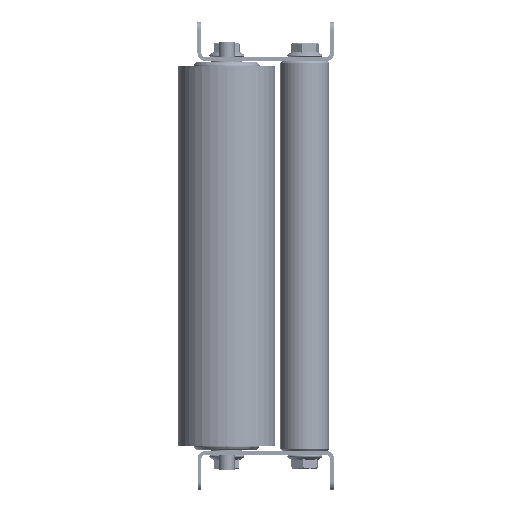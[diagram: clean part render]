
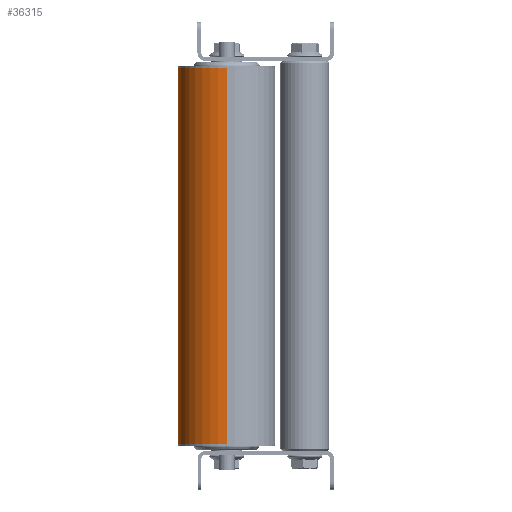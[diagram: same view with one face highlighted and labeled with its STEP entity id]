
A CAD part, left-side view. The second image highlights one B-rep face of the part: STEP entity #36315.
In plain terms, the highlighted cylindrical face has radius 25 mm (diameter 50 mm), a partial arc.
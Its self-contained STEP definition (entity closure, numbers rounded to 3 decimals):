
#2364 = CYLINDRICAL_SURFACE ( 'NONE', #8302, 25. ) ;
#2525 = DIRECTION ( 'NONE',  ( 0., 0., -1. ) ) ;
#5780 = EDGE_CURVE ( 'NONE', #47065, #46330, #49527, .T. ) ;
#6467 = DIRECTION ( 'NONE',  ( 1., 0., 0. ) ) ;
#6990 = LINE ( 'NONE', #10933, #29348 ) ;
#7109 = DIRECTION ( 'NONE',  ( 0., 0., -1. ) ) ;
#8302 = AXIS2_PLACEMENT_3D ( 'NONE', #43030, #14493, #46224 ) ;
#8616 = CIRCLE ( 'NONE', #35602, 25. ) ;
#10380 = CARTESIAN_POINT ( 'NONE',  ( 0., 0., -25. ) ) ;
#10933 = CARTESIAN_POINT ( 'NONE',  ( 192.6, 0., -25. ) ) ;
#11284 = EDGE_LOOP ( 'NONE', ( #44379, #47221, #11661, #27557 ) ) ;
#11661 = ORIENTED_EDGE ( 'NONE', *, *, #51420, .T. ) ;
#12983 = AXIS2_PLACEMENT_3D ( 'NONE', #22179, #18191, #7109 ) ;
#14493 = DIRECTION ( 'NONE',  ( -1., 0., 0. ) ) ;
#14528 = VERTEX_POINT ( 'NONE', #10380 ) ;
#14637 = DIRECTION ( 'NONE',  ( -1., 0., 0. ) ) ;
#16854 = EDGE_CURVE ( 'NONE', #39333, #47065, #8616, .T. ) ;
#18191 = DIRECTION ( 'NONE',  ( 1., 0., 0. ) ) ;
#21619 = CARTESIAN_POINT ( 'NONE',  ( 0., 0., 25. ) ) ;
#22179 = CARTESIAN_POINT ( 'NONE',  ( 0., 0., 0. ) ) ;
#22284 = CARTESIAN_POINT ( 'NONE',  ( 192.6, 0., 25. ) ) ;
#23141 = CIRCLE ( 'NONE', #12983, 25. ) ;
#25447 = DIRECTION ( 'NONE',  ( -1., 0., 0. ) ) ;
#26154 = VECTOR ( 'NONE', #25447, 1000. ) ;
#26902 = FACE_OUTER_BOUND ( 'NONE', #11284, .T. ) ;
#27557 = ORIENTED_EDGE ( 'NONE', *, *, #5780, .F. ) ;
#29348 = VECTOR ( 'NONE', #14637, 1000. ) ;
#30746 = CARTESIAN_POINT ( 'NONE',  ( 192.6, 0., 0. ) ) ;
#35602 = AXIS2_PLACEMENT_3D ( 'NONE', #30746, #6467, #2525 ) ;
#36315 = ADVANCED_FACE ( 'Fl�che1', ( #26902 ), #2364, .T. ) ;
#39333 = VERTEX_POINT ( 'NONE', #40437 ) ;
#40437 = CARTESIAN_POINT ( 'NONE',  ( 192.6, 0., -25. ) ) ;
#43030 = CARTESIAN_POINT ( 'NONE',  ( 192.6, 0., 0. ) ) ;
#44379 = ORIENTED_EDGE ( 'NONE', *, *, #16854, .F. ) ;
#45535 = CARTESIAN_POINT ( 'NONE',  ( 192.6, 0., 25. ) ) ;
#46224 = DIRECTION ( 'NONE',  ( 0., 0., 1. ) ) ;
#46330 = VERTEX_POINT ( 'NONE', #21619 ) ;
#47065 = VERTEX_POINT ( 'NONE', #22284 ) ;
#47221 = ORIENTED_EDGE ( 'NONE', *, *, #52138, .T. ) ;
#49527 = LINE ( 'NONE', #45535, #26154 ) ;
#51420 = EDGE_CURVE ( 'NONE', #14528, #46330, #23141, .T. ) ;
#52138 = EDGE_CURVE ( 'NONE', #39333, #14528, #6990, .T. ) ;
